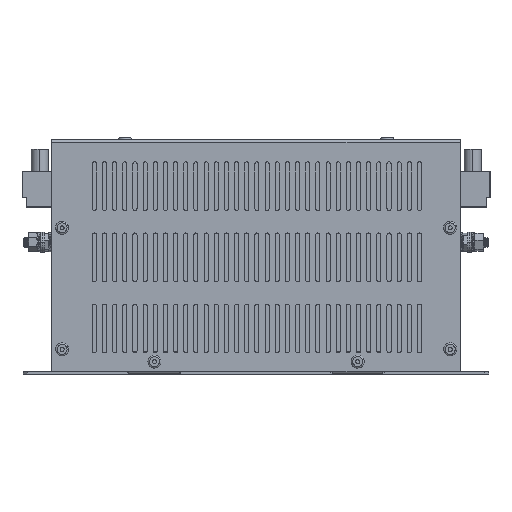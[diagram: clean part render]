
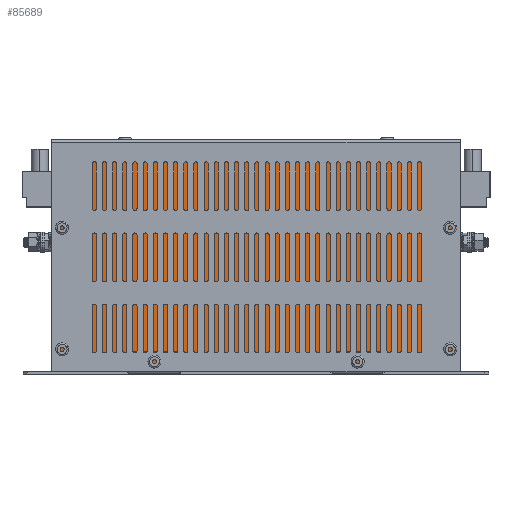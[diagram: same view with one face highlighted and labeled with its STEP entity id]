
A CAD part, top view. The second image highlights one B-rep face of the part: STEP entity #85689.
In plain terms, the highlighted planar face has unit normal (0, 0, 1).
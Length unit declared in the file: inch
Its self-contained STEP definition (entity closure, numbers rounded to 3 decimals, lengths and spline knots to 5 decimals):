
#4807 = CARTESIAN_POINT ( 'NONE',  ( -3.85448, 2.07291, -1.01765 ) ) ;
#11508 = LINE ( 'NONE', #48492, #44743 ) ;
#13016 = CARTESIAN_POINT ( 'NONE',  ( 3.92505, -2.28142, -1.01765 ) ) ;
#15983 = EDGE_CURVE ( 'NONE', #112777, #67318, #11508, .T. ) ;
#21134 = CARTESIAN_POINT ( 'NONE',  ( -3.85448, 2.07291, -1.01765 ) ) ;
#26396 = ORIENTED_EDGE ( 'NONE', *, *, #41716, .T. ) ;
#32180 = ORIENTED_EDGE ( 'NONE', *, *, #82475, .T. ) ;
#32793 = DIRECTION ( 'NONE',  ( 1., 0., 0. ) ) ;
#37957 = DIRECTION ( 'NONE',  ( 0., -1., 0. ) ) ;
#38816 = CARTESIAN_POINT ( 'NONE',  ( 3.92505, 2.07291, -1.01765 ) ) ;
#41584 = LINE ( 'NONE', #111322, #106485 ) ;
#41716 = EDGE_CURVE ( 'NONE', #108003, #112777, #101922, .T. ) ;
#42794 = CARTESIAN_POINT ( 'NONE',  ( 3.92505, 2.07291, -1.01765 ) ) ;
#44743 = VECTOR ( 'NONE', #76742, 39.37008 ) ;
#45621 = AXIS2_PLACEMENT_3D ( 'NONE', #42794, #108091, #116535 ) ;
#47579 = LINE ( 'NONE', #21134, #99527 ) ;
#48196 = CARTESIAN_POINT ( 'NONE',  ( -3.85448, -2.28142, -1.01765 ) ) ;
#48492 = CARTESIAN_POINT ( 'NONE',  ( 3.92505, 2.07291, -1.01765 ) ) ;
#65993 = ORIENTED_EDGE ( 'NONE', *, *, #82852, .T. ) ;
#67318 = VERTEX_POINT ( 'NONE', #38816 ) ;
#74549 = VECTOR ( 'NONE', #32793, 39.37008 ) ;
#74888 = ORIENTED_EDGE ( 'NONE', *, *, #15983, .T. ) ;
#75802 = FACE_OUTER_BOUND ( 'NONE', #88865, .T. ) ;
#76742 = DIRECTION ( 'NONE',  ( 0., 1., 0. ) ) ;
#80006 = CARTESIAN_POINT ( 'NONE',  ( 3.92505, -2.28142, -1.01765 ) ) ;
#82475 = EDGE_CURVE ( 'NONE', #67318, #104196, #47579, .T. ) ;
#82852 = EDGE_CURVE ( 'NONE', #104196, #108003, #41584, .T. ) ;
#85689 = ADVANCED_FACE ( 'NONE', ( #75802 ), #98055, .F. ) ;
#85733 = DIRECTION ( 'NONE',  ( -1., 0., 0. ) ) ;
#88865 = EDGE_LOOP ( 'NONE', ( #26396, #74888, #32180, #65993 ) ) ;
#98055 = PLANE ( 'NONE',  #45621 ) ;
#99527 = VECTOR ( 'NONE', #85733, 39.37008 ) ;
#101922 = LINE ( 'NONE', #13016, #74549 ) ;
#104196 = VERTEX_POINT ( 'NONE', #4807 ) ;
#106485 = VECTOR ( 'NONE', #37957, 39.37008 ) ;
#108003 = VERTEX_POINT ( 'NONE', #48196 ) ;
#108091 = DIRECTION ( 'NONE',  ( 0., 0., -1. ) ) ;
#111322 = CARTESIAN_POINT ( 'NONE',  ( -3.85448, -2.28142, -1.01765 ) ) ;
#112777 = VERTEX_POINT ( 'NONE', #80006 ) ;
#116535 = DIRECTION ( 'NONE',  ( -1., 0., 0. ) ) ;
